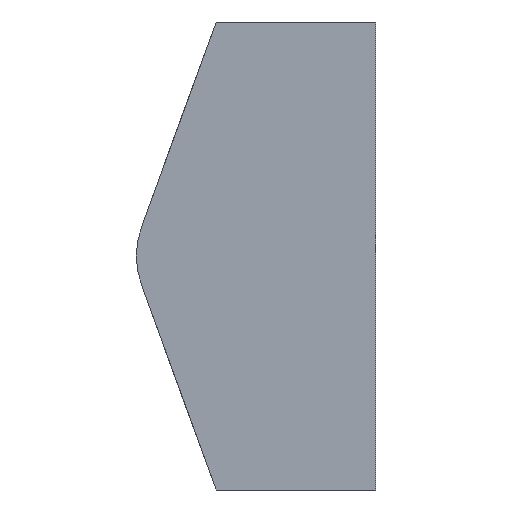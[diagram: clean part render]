
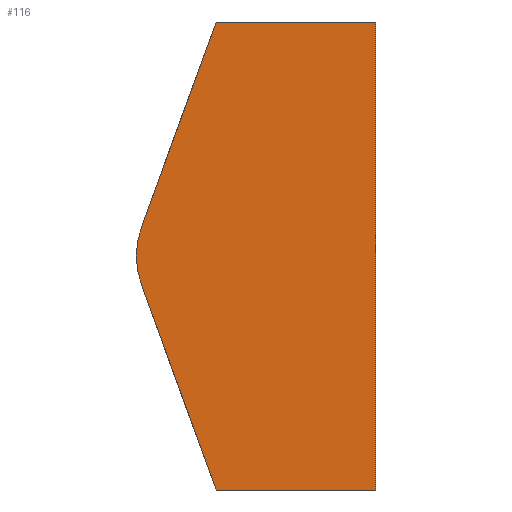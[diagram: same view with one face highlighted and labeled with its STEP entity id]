
A CAD part, front view. The second image highlights one B-rep face of the part: STEP entity #116.
In plain terms, the highlighted planar face has unit normal (0, -1, 0).
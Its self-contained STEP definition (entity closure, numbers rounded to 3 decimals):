
#116=ADVANCED_FACE('',(#139),#132,.F.);
#132=PLANE('',#314);
#139=FACE_OUTER_BOUND('',#143,.T.);
#143=EDGE_LOOP('',(#204,#205,#206,#207,#208,#209));
#171=LINE('',#421,#187);
#172=LINE('',#424,#188);
#173=LINE('',#426,#189);
#174=LINE('',#428,#190);
#175=LINE('',#430,#191);
#187=VECTOR('',#348,1.);
#188=VECTOR('',#349,1.);
#189=VECTOR('',#350,1.);
#190=VECTOR('',#351,1.);
#191=VECTOR('',#352,1.);
#204=ORIENTED_EDGE('',*,*,#280,.F.);
#205=ORIENTED_EDGE('',*,*,#281,.T.);
#206=ORIENTED_EDGE('',*,*,#282,.F.);
#207=ORIENTED_EDGE('',*,*,#283,.F.);
#208=ORIENTED_EDGE('',*,*,#284,.F.);
#209=ORIENTED_EDGE('',*,*,#285,.F.);
#256=VERTEX_POINT('',#422);
#257=VERTEX_POINT('',#423);
#258=VERTEX_POINT('',#425);
#259=VERTEX_POINT('',#427);
#260=VERTEX_POINT('',#429);
#261=VERTEX_POINT('',#431);
#280=EDGE_CURVE('',#256,#257,#171,.T.);
#281=EDGE_CURVE('',#256,#258,#172,.T.);
#282=EDGE_CURVE('',#259,#258,#173,.T.);
#283=EDGE_CURVE('',#260,#259,#174,.T.);
#284=EDGE_CURVE('',#261,#260,#175,.T.);
#285=EDGE_CURVE('',#257,#261,#301,.T.);
#301=CIRCLE('',#313,7.805);
#313=AXIS2_PLACEMENT_3D('',#432,#353,#354);
#314=AXIS2_PLACEMENT_3D('',#433,#355,#356);
#348=DIRECTION('',(-0.342,0.,0.94));
#349=DIRECTION('',(1.,0.,0.));
#350=DIRECTION('',(0.,0.,-1.));
#351=DIRECTION('',(1.,0.,0.));
#352=DIRECTION('',(0.342,0.,0.94));
#353=DIRECTION('',(0.,1.,0.));
#354=DIRECTION('',(1.,0.,0.));
#355=DIRECTION('',(0.,1.,0.));
#356=DIRECTION('',(-1.,0.,0.));
#421=CARTESIAN_POINT('',(-32.5,-117.546,3.));
#422=CARTESIAN_POINT('',(-32.5,-117.546,3.));
#423=CARTESIAN_POINT('',(-39.53,-117.546,22.333));
#424=CARTESIAN_POINT('',(-32.5,-117.546,3.));
#425=CARTESIAN_POINT('',(-17.5,-117.546,3.));
#426=CARTESIAN_POINT('',(-17.5,-117.546,47.));
#427=CARTESIAN_POINT('',(-17.5,-117.546,47.));
#428=CARTESIAN_POINT('',(-40.5,-117.546,47.));
#429=CARTESIAN_POINT('',(-32.5,-117.546,47.));
#430=CARTESIAN_POINT('',(-39.53,-117.546,27.667));
#431=CARTESIAN_POINT('',(-39.53,-117.546,27.667));
#432=CARTESIAN_POINT('',(-32.195,-117.546,25.));
#433=CARTESIAN_POINT('',(-32.5,-117.546,47.));
